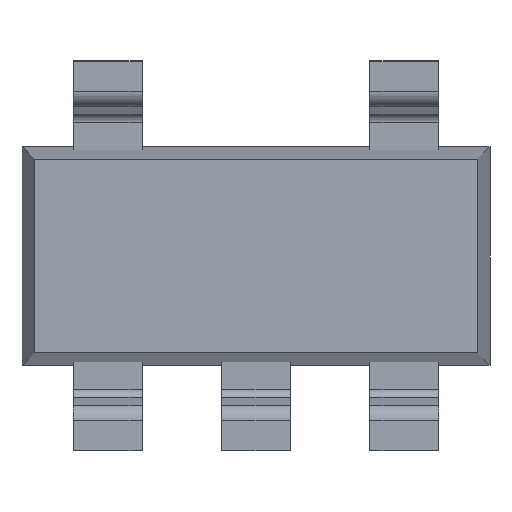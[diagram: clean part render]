
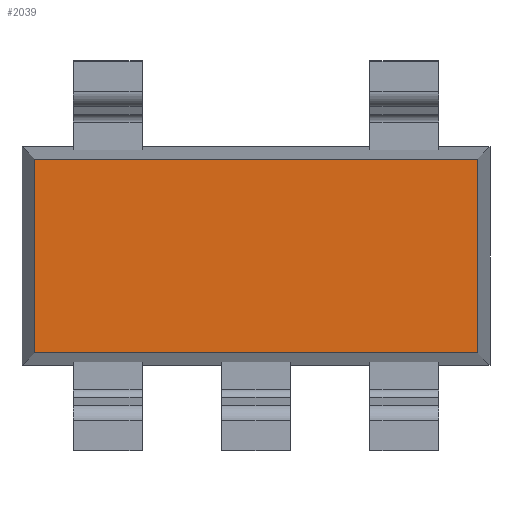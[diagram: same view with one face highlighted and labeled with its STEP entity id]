
A CAD part, front view. The second image highlights one B-rep face of the part: STEP entity #2039.
In plain terms, the highlighted planar face has unit normal (0, -1, 0).
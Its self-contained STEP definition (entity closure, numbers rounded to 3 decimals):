
#21 = LINE ( 'NONE', #1990, #2384 ) ;
#45 = ORIENTED_EDGE ( 'NONE', *, *, #2771, .T. ) ;
#139 = DIRECTION ( 'NONE',  ( 0., 0., -1. ) ) ;
#207 = CARTESIAN_POINT ( 'NONE',  ( 1.5, 0.1, -0.621 ) ) ;
#497 = CARTESIAN_POINT ( 'NONE',  ( 1.421, 0.1, 0.621 ) ) ;
#503 = CARTESIAN_POINT ( 'NONE',  ( 1.5, 0.1, -0.7 ) ) ;
#529 = LINE ( 'NONE', #207, #1808 ) ;
#543 = VECTOR ( 'NONE', #821, 1000. ) ;
#633 = VERTEX_POINT ( 'NONE', #950 ) ;
#655 = DIRECTION ( 'NONE',  ( -1., 0., 0. ) ) ;
#754 = EDGE_CURVE ( 'NONE', #2483, #2392, #2675, .T. ) ;
#821 = DIRECTION ( 'NONE',  ( 0., 0., 1. ) ) ;
#839 = DIRECTION ( 'NONE',  ( 0., 0., -1. ) ) ;
#943 = FACE_OUTER_BOUND ( 'NONE', #1150, .T. ) ;
#950 = CARTESIAN_POINT ( 'NONE',  ( -1.421, 0.1, -0.621 ) ) ;
#1049 = ORIENTED_EDGE ( 'NONE', *, *, #754, .T. ) ;
#1150 = EDGE_LOOP ( 'NONE', ( #45, #2440, #1049, #2604 ) ) ;
#1213 = EDGE_CURVE ( 'NONE', #633, #2483, #529, .T. ) ;
#1422 = CARTESIAN_POINT ( 'NONE',  ( 1.421, 0.1, -0.621 ) ) ;
#1808 = VECTOR ( 'NONE', #1904, 1000. ) ;
#1868 = AXIS2_PLACEMENT_3D ( 'NONE', #503, #3447, #139 ) ;
#1904 = DIRECTION ( 'NONE',  ( 1., 0., 0. ) ) ;
#1990 = CARTESIAN_POINT ( 'NONE',  ( -1.5, 0.1, 0.621 ) ) ;
#2031 = VECTOR ( 'NONE', #839, 1000. ) ;
#2039 = ADVANCED_FACE ( 'NONE', ( #943 ), #2926, .T. ) ;
#2173 = LINE ( 'NONE', #3248, #2031 ) ;
#2199 = CARTESIAN_POINT ( 'NONE',  ( 1.421, 0.1, 0.7 ) ) ;
#2384 = VECTOR ( 'NONE', #655, 1000. ) ;
#2392 = VERTEX_POINT ( 'NONE', #497 ) ;
#2440 = ORIENTED_EDGE ( 'NONE', *, *, #1213, .T. ) ;
#2483 = VERTEX_POINT ( 'NONE', #1422 ) ;
#2604 = ORIENTED_EDGE ( 'NONE', *, *, #3379, .T. ) ;
#2675 = LINE ( 'NONE', #2199, #543 ) ;
#2771 = EDGE_CURVE ( 'NONE', #2973, #633, #2173, .T. ) ;
#2926 = PLANE ( 'NONE',  #1868 ) ;
#2973 = VERTEX_POINT ( 'NONE', #3467 ) ;
#3248 = CARTESIAN_POINT ( 'NONE',  ( -1.421, 0.1, -0.7 ) ) ;
#3379 = EDGE_CURVE ( 'NONE', #2392, #2973, #21, .T. ) ;
#3447 = DIRECTION ( 'NONE',  ( 0., -1., 0. ) ) ;
#3467 = CARTESIAN_POINT ( 'NONE',  ( -1.421, 0.1, 0.621 ) ) ;
